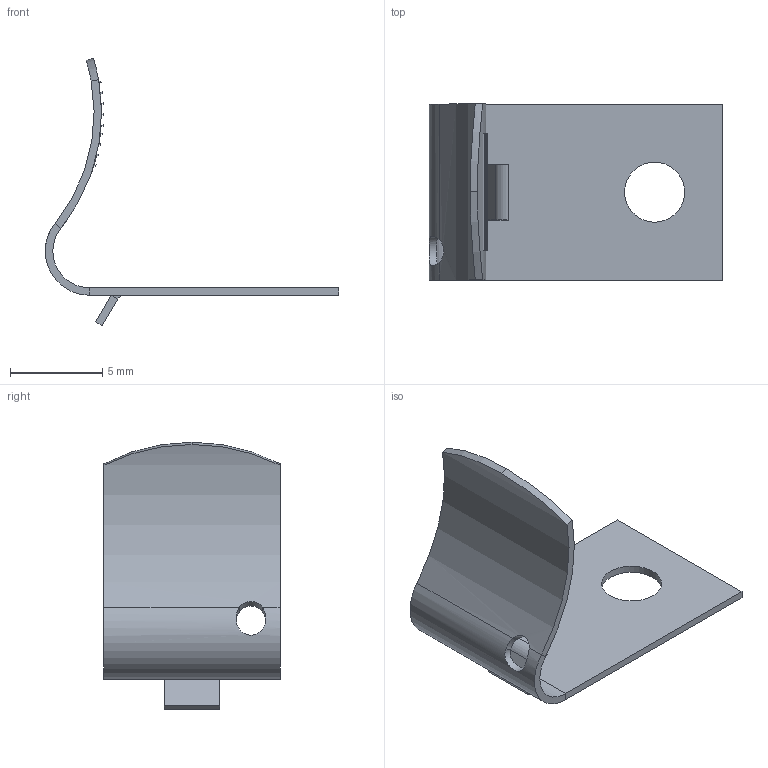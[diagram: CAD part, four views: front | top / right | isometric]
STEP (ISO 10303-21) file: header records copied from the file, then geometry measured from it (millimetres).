
FILE_DESCRIPTION(/* description */ (''),/* implementation_level */ '2;1');
FILE_NAME(/* name */ 'Keystone - 206.step',/* time_stamp */ '2020-04-02T15:14:57+01:00',/* author */ (''),/* organization */ (''),/* preprocessor_version */ 'ST-DEVELOPER v18',/* originating_system */ 'Autodesk Translation Framework v8.12.0.6',/* authorisation */ '');
FILE_SCHEMA (('AUTOMOTIVE_DESIGN { 1 0 10303 214 3 1 1 }'));
Length unit declared in the file: millimetre
Products named in the file (1): Keystone - 206
Bounding box: 15.88 x 9.53 x 14.47 mm (x, y, z)
Volume: 103.1 mm3; surface area: 559.2 mm2
Topology: 1 solids, 1 shells, 81 faces, 200 edges, 126 vertices
Faces by surface type: plane 59, cylinder 16, bspline 6
Full cylindrical faces by diameter (mm): 3.251 x1
Entity records: 3060 total; most frequent: CARTESIAN_POINT 1084, ORIENTED_EDGE 400, DIRECTION 396, EDGE_CURVE 200, LINE 132, VECTOR 132, AXIS2_PLACEMENT_3D 132, VERTEX_POINT 126
